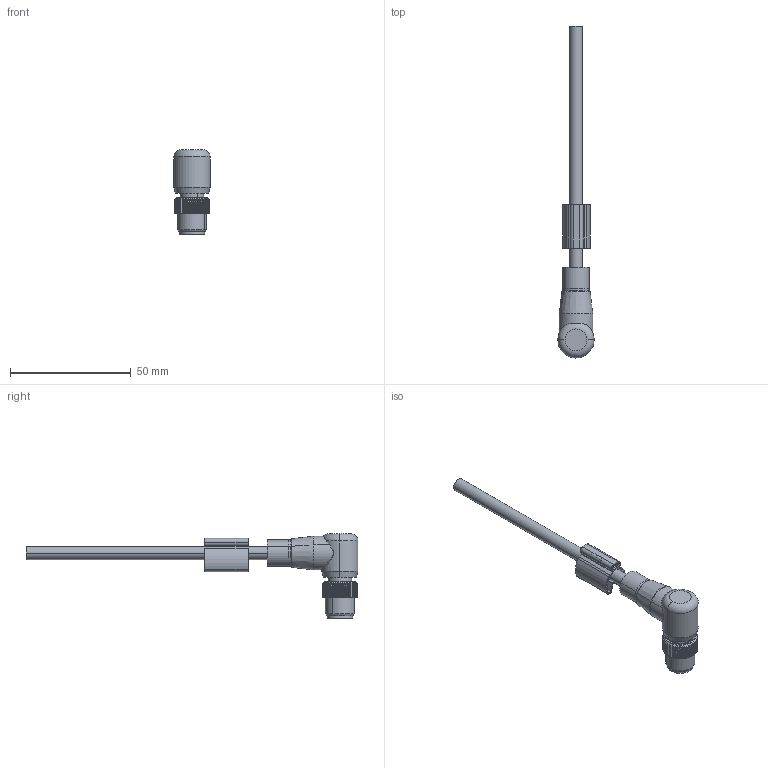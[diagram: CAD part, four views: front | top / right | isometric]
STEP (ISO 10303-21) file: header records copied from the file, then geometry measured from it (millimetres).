
FILE_DESCRIPTION(('CATIA V5 STEP Exchange','CAx-IF Rec.Pracs.--- Model Styling and Organization---1.4--- 2014-01-23'),'2;1');
FILE_NAME ('004936-2_1', '2020-04-01T06:25:12+00:00', ('none'), ('Weidmueller'), 'CATIA Version 5-6 Release 2016 SP3 HF44', 'CATIA V5 STEP AP214', 'none');
FILE_SCHEMA(('AUTOMOTIVE_DESIGN { 1 0 10303 214 1 1 1 1 }'));
Length unit declared in the file: millimetre
Products named in the file (1): 1059651000
Bounding box: 15 x 137.5 x 35 mm (x, y, z)
Volume: 13438.5 mm3; surface area: 11738.6 mm2
Topology: 11 solids, 11 shells, 975 faces, 2593 edges, 1656 vertices
Faces by surface type: cylinder 383, plane 289, cone 136, torus 111, bspline 34, sphere 10, extrusion 8, revolution 4
Entity records: 30346 total; most frequent: CARTESIAN_POINT 8994, ORIENTED_EDGE 5150, DIRECTION 3100, EDGE_CURVE 2575, VERTEX_POINT 1656, AXIS2_PLACEMENT_3D 1578, EDGE_LOOP 1045, CIRCLE 1001
